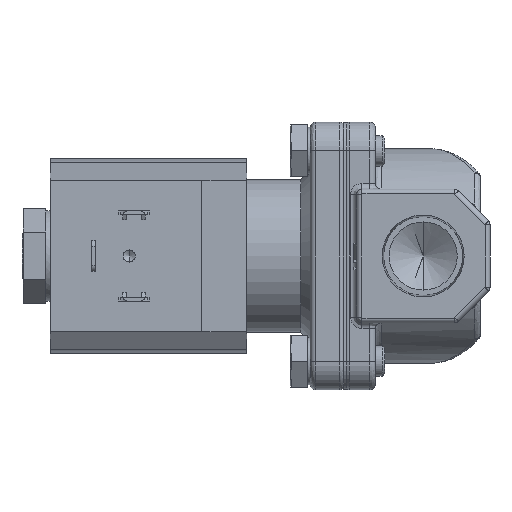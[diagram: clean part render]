
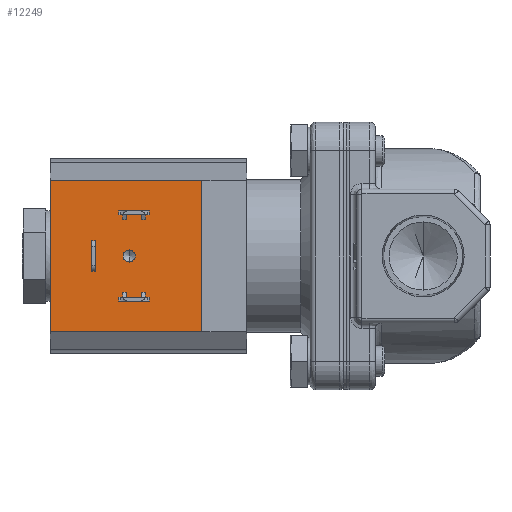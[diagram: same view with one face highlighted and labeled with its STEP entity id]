
A CAD part, left-side view. The second image highlights one B-rep face of the part: STEP entity #12249.
In plain terms, the highlighted planar face has unit normal (-1, 0, 0).
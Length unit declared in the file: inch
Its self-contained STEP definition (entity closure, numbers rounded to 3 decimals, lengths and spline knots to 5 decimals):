
#38 = CARTESIAN_POINT ( 'NONE',  ( -0.982, 2.043, -0.625 ) ) ;
#53 = DIRECTION ( 'NONE',  ( 0., 0., -1. ) ) ;
#246 = VERTEX_POINT ( 'NONE', #9108 ) ;
#351 = ORIENTED_EDGE ( 'NONE', *, *, #13911, .T. ) ;
#360 = FACE_BOUND ( 'NONE', #5390, .T. ) ;
#513 = CARTESIAN_POINT ( 'NONE',  ( -0.982, 1.85, -0.625 ) ) ;
#533 = DIRECTION ( 'NONE',  ( 1., 0., 0. ) ) ;
#701 = VERTEX_POINT ( 'NONE', #12382 ) ;
#749 = VERTEX_POINT ( 'NONE', #1241 ) ;
#772 = DIRECTION ( 'NONE',  ( 0., 1., 0. ) ) ;
#1064 = EDGE_CURVE ( 'NONE', #12501, #8036, #5264, .T. ) ;
#1135 = LINE ( 'NONE', #13018, #10176 ) ;
#1241 = CARTESIAN_POINT ( 'NONE',  ( -0.982, 1.166, 0.625 ) ) ;
#1466 = EDGE_CURVE ( 'NONE', #10495, #7841, #11032, .T. ) ;
#1569 = CARTESIAN_POINT ( 'NONE',  ( -0.982, 1.166, 0.339 ) ) ;
#1945 = VERTEX_POINT ( 'NONE', #13105 ) ;
#2173 = VERTEX_POINT ( 'NONE', #15602 ) ;
#2244 = CARTESIAN_POINT ( 'NONE',  ( -0.982, 1.7654, -0.04975 ) ) ;
#2387 = CARTESIAN_POINT ( 'NONE',  ( -0.982, 1.85, 0.371 ) ) ;
#2565 = ORIENTED_EDGE ( 'NONE', *, *, #3449, .T. ) ;
#2641 = CARTESIAN_POINT ( 'NONE',  ( -0.982, 1.6, -0.625 ) ) ;
#2983 = ORIENTED_EDGE ( 'NONE', *, *, #1064, .F. ) ;
#3135 = EDGE_CURVE ( 'NONE', #7841, #701, #3245, .T. ) ;
#3245 = LINE ( 'NONE', #4547, #16373 ) ;
#3278 = CARTESIAN_POINT ( 'NONE',  ( -0.982, 1.85, -0.625 ) ) ;
#3300 = EDGE_CURVE ( 'NONE', #10495, #4463, #15101, .T. ) ;
#3449 = EDGE_CURVE ( 'NONE', #5346, #4380, #14427, .T. ) ;
#3563 = DIRECTION ( 'NONE',  ( 0., 0., -1. ) ) ;
#3840 = CARTESIAN_POINT ( 'NONE',  ( -0.982, 2.043, -0.1265 ) ) ;
#4095 = FACE_BOUND ( 'NONE', #13450, .T. ) ;
#4380 = VERTEX_POINT ( 'NONE', #14871 ) ;
#4463 = VERTEX_POINT ( 'NONE', #5385 ) ;
#4547 = CARTESIAN_POINT ( 'NONE',  ( -0.982, 2.075, -0.1265 ) ) ;
#4732 = VECTOR ( 'NONE', #7438, 39.37008 ) ;
#4762 = VECTOR ( 'NONE', #3563, 39.37008 ) ;
#4904 = VECTOR ( 'NONE', #17038, 39.37008 ) ;
#4919 = ORIENTED_EDGE ( 'NONE', *, *, #1466, .T. ) ;
#4922 = EDGE_CURVE ( 'NONE', #246, #13706, #9824, .T. ) ;
#4995 = VECTOR ( 'NONE', #9717, 39.37008 ) ;
#5235 = ORIENTED_EDGE ( 'NONE', *, *, #14432, .T. ) ;
#5264 = LINE ( 'NONE', #7864, #11130 ) ;
#5346 = VERTEX_POINT ( 'NONE', #2244 ) ;
#5385 = CARTESIAN_POINT ( 'NONE',  ( -0.982, 2.075, 0.1265 ) ) ;
#5390 = EDGE_LOOP ( 'NONE', ( #8844, #9305, #7721, #9963 ) ) ;
#5511 = CARTESIAN_POINT ( 'NONE',  ( -0.982, 1.166, 0.371 ) ) ;
#5738 = FACE_BOUND ( 'NONE', #9023, .T. ) ;
#5820 = DIRECTION ( 'NONE',  ( 0., 0., 1. ) ) ;
#5897 = VERTEX_POINT ( 'NONE', #7861 ) ;
#6015 = VERTEX_POINT ( 'NONE', #8374 ) ;
#6253 = AXIS2_PLACEMENT_3D ( 'NONE', #6825, #13251, #14640 ) ;
#6334 = DIRECTION ( 'NONE',  ( 0., 0., 1. ) ) ;
#6461 = LINE ( 'NONE', #11666, #10535 ) ;
#6551 = ORIENTED_EDGE ( 'NONE', *, *, #3135, .T. ) ;
#6569 = VECTOR ( 'NONE', #9704, 39.37008 ) ;
#6620 = EDGE_CURVE ( 'NONE', #2173, #6829, #8485, .T. ) ;
#6672 = CARTESIAN_POINT ( 'NONE',  ( -0.982, 1.166, -0.625 ) ) ;
#6739 = CARTESIAN_POINT ( 'NONE',  ( -0.982, 1.6, -0.371 ) ) ;
#6825 = CARTESIAN_POINT ( 'NONE',  ( -0.982, 1.7654, 0. ) ) ;
#6829 = VERTEX_POINT ( 'NONE', #2387 ) ;
#6865 = EDGE_CURVE ( 'NONE', #8036, #5897, #6461, .T. ) ;
#6950 = DIRECTION ( 'NONE',  ( 0., 0., 1. ) ) ;
#6951 = AXIS2_PLACEMENT_3D ( 'NONE', #12409, #533, #5820 ) ;
#7237 = DIRECTION ( 'NONE',  ( 0., 1., 0. ) ) ;
#7348 = ORIENTED_EDGE ( 'NONE', *, *, #12596, .T. ) ;
#7365 = ORIENTED_EDGE ( 'NONE', *, *, #6865, .F. ) ;
#7438 = DIRECTION ( 'NONE',  ( 0., 0., 1. ) ) ;
#7614 = EDGE_CURVE ( 'NONE', #6829, #16971, #14790, .T. ) ;
#7668 = CARTESIAN_POINT ( 'NONE',  ( -0.982, 1.85, -0.371 ) ) ;
#7721 = ORIENTED_EDGE ( 'NONE', *, *, #17030, .T. ) ;
#7838 = LINE ( 'NONE', #10272, #4904 ) ;
#7841 = VERTEX_POINT ( 'NONE', #3840 ) ;
#7861 = CARTESIAN_POINT ( 'NONE',  ( -0.982, 2.416, 0.625 ) ) ;
#7864 = CARTESIAN_POINT ( 'NONE',  ( -0.982, 1.166, -0.625 ) ) ;
#8036 = VERTEX_POINT ( 'NONE', #13910 ) ;
#8121 = EDGE_CURVE ( 'NONE', #13706, #14002, #12685, .T. ) ;
#8169 = FACE_BOUND ( 'NONE', #13532, .T. ) ;
#8252 = DIRECTION ( 'NONE',  ( -1., 0., 0. ) ) ;
#8374 = CARTESIAN_POINT ( 'NONE',  ( -0.982, 1.85, -0.339 ) ) ;
#8422 = CARTESIAN_POINT ( 'NONE',  ( -0.982, 2.075, 0.1265 ) ) ;
#8427 = LINE ( 'NONE', #1569, #15396 ) ;
#8483 = CIRCLE ( 'NONE', #6253, 0.04975 ) ;
#8485 = LINE ( 'NONE', #3278, #4732 ) ;
#8844 = ORIENTED_EDGE ( 'NONE', *, *, #6620, .T. ) ;
#8896 = DIRECTION ( 'NONE',  ( 0., 0., 1. ) ) ;
#8939 = LINE ( 'NONE', #14239, #12656 ) ;
#9023 = EDGE_LOOP ( 'NONE', ( #5235, #2565 ) ) ;
#9108 = CARTESIAN_POINT ( 'NONE',  ( -0.982, 1.6, -0.339 ) ) ;
#9226 = VECTOR ( 'NONE', #53, 39.37008 ) ;
#9305 = ORIENTED_EDGE ( 'NONE', *, *, #7614, .T. ) ;
#9478 = ORIENTED_EDGE ( 'NONE', *, *, #16036, .T. ) ;
#9704 = DIRECTION ( 'NONE',  ( 0., 0., 1. ) ) ;
#9717 = DIRECTION ( 'NONE',  ( 0., 0., -1. ) ) ;
#9722 = VECTOR ( 'NONE', #772, 39.37008 ) ;
#9824 = LINE ( 'NONE', #13807, #4762 ) ;
#9963 = ORIENTED_EDGE ( 'NONE', *, *, #14731, .T. ) ;
#10176 = VECTOR ( 'NONE', #16926, 39.37008 ) ;
#10272 = CARTESIAN_POINT ( 'NONE',  ( -0.982, 1.166, 0.625 ) ) ;
#10495 = VERTEX_POINT ( 'NONE', #10821 ) ;
#10535 = VECTOR ( 'NONE', #11578, 39.37008 ) ;
#10565 = ORIENTED_EDGE ( 'NONE', *, *, #16494, .T. ) ;
#10625 = LINE ( 'NONE', #2641, #9226 ) ;
#10636 = DIRECTION ( 'NONE',  ( 0., 1., 0. ) ) ;
#10821 = CARTESIAN_POINT ( 'NONE',  ( -0.982, 2.043, 0.1265 ) ) ;
#11032 = LINE ( 'NONE', #38, #4995 ) ;
#11130 = VECTOR ( 'NONE', #10636, 39.37008 ) ;
#11294 = VECTOR ( 'NONE', #8896, 39.37008 ) ;
#11337 = CARTESIAN_POINT ( 'NONE',  ( -0.982, 1.6, 0.371 ) ) ;
#11389 = CARTESIAN_POINT ( 'NONE',  ( -0.982, 1.166, -0.371 ) ) ;
#11578 = DIRECTION ( 'NONE',  ( 0., 0., 1. ) ) ;
#11666 = CARTESIAN_POINT ( 'NONE',  ( -0.982, 2.416, 0. ) ) ;
#11683 = CARTESIAN_POINT ( 'NONE',  ( -0.982, 2.075, -0.625 ) ) ;
#12032 = VECTOR ( 'NONE', #15043, 39.37008 ) ;
#12249 = ADVANCED_FACE ( 'NONE', ( #8169, #4095, #14844, #360, #5738 ), #14928, .T. ) ;
#12382 = CARTESIAN_POINT ( 'NONE',  ( -0.982, 2.075, -0.1265 ) ) ;
#12409 = CARTESIAN_POINT ( 'NONE',  ( -0.982, 1.7654, 0. ) ) ;
#12501 = VERTEX_POINT ( 'NONE', #6672 ) ;
#12596 = EDGE_CURVE ( 'NONE', #14002, #6015, #16294, .T. ) ;
#12656 = VECTOR ( 'NONE', #6334, 39.37008 ) ;
#12676 = EDGE_LOOP ( 'NONE', ( #9478, #351, #7365, #2983 ) ) ;
#12685 = LINE ( 'NONE', #11389, #12032 ) ;
#12889 = LINE ( 'NONE', #11683, #11294 ) ;
#13018 = CARTESIAN_POINT ( 'NONE',  ( -0.982, 1.166, -0.339 ) ) ;
#13105 = CARTESIAN_POINT ( 'NONE',  ( -0.982, 1.6, 0.339 ) ) ;
#13226 = DIRECTION ( 'NONE',  ( 0., -1., 0. ) ) ;
#13251 = DIRECTION ( 'NONE',  ( 1., 0., 0. ) ) ;
#13329 = ORIENTED_EDGE ( 'NONE', *, *, #4922, .T. ) ;
#13450 = EDGE_LOOP ( 'NONE', ( #10565, #17110, #4919, #6551 ) ) ;
#13460 = CARTESIAN_POINT ( 'NONE',  ( -0.982, 1.166, -0.625 ) ) ;
#13532 = EDGE_LOOP ( 'NONE', ( #7348, #15360, #13329, #16254 ) ) ;
#13706 = VERTEX_POINT ( 'NONE', #6739 ) ;
#13715 = DIRECTION ( 'NONE',  ( 0., 1., 0. ) ) ;
#13807 = CARTESIAN_POINT ( 'NONE',  ( -0.982, 1.6, -0.625 ) ) ;
#13910 = CARTESIAN_POINT ( 'NONE',  ( -0.982, 2.416, -0.625 ) ) ;
#13911 = EDGE_CURVE ( 'NONE', #749, #5897, #7838, .T. ) ;
#13956 = VECTOR ( 'NONE', #13226, 39.37008 ) ;
#14002 = VERTEX_POINT ( 'NONE', #7668 ) ;
#14239 = CARTESIAN_POINT ( 'NONE',  ( -0.982, 1.166, -0.625 ) ) ;
#14317 = AXIS2_PLACEMENT_3D ( 'NONE', #13460, #8252, #6950 ) ;
#14427 = CIRCLE ( 'NONE', #6951, 0.04975 ) ;
#14432 = EDGE_CURVE ( 'NONE', #4380, #5346, #8483, .T. ) ;
#14640 = DIRECTION ( 'NONE',  ( 0., 0., 1. ) ) ;
#14731 = EDGE_CURVE ( 'NONE', #1945, #2173, #8427, .T. ) ;
#14790 = LINE ( 'NONE', #5511, #13956 ) ;
#14844 = FACE_OUTER_BOUND ( 'NONE', #12676, .T. ) ;
#14871 = CARTESIAN_POINT ( 'NONE',  ( -0.982, 1.7654, 0.04975 ) ) ;
#14928 = PLANE ( 'NONE',  #14317 ) ;
#15043 = DIRECTION ( 'NONE',  ( 0., 1., 0. ) ) ;
#15101 = LINE ( 'NONE', #8422, #9722 ) ;
#15360 = ORIENTED_EDGE ( 'NONE', *, *, #15922, .T. ) ;
#15396 = VECTOR ( 'NONE', #13715, 39.37008 ) ;
#15602 = CARTESIAN_POINT ( 'NONE',  ( -0.982, 1.85, 0.339 ) ) ;
#15922 = EDGE_CURVE ( 'NONE', #6015, #246, #1135, .T. ) ;
#16036 = EDGE_CURVE ( 'NONE', #12501, #749, #8939, .T. ) ;
#16254 = ORIENTED_EDGE ( 'NONE', *, *, #8121, .T. ) ;
#16294 = LINE ( 'NONE', #513, #6569 ) ;
#16373 = VECTOR ( 'NONE', #7237, 39.37008 ) ;
#16494 = EDGE_CURVE ( 'NONE', #701, #4463, #12889, .T. ) ;
#16926 = DIRECTION ( 'NONE',  ( 0., -1., 0. ) ) ;
#16971 = VERTEX_POINT ( 'NONE', #11337 ) ;
#17030 = EDGE_CURVE ( 'NONE', #16971, #1945, #10625, .T. ) ;
#17038 = DIRECTION ( 'NONE',  ( 0., 1., 0. ) ) ;
#17110 = ORIENTED_EDGE ( 'NONE', *, *, #3300, .F. ) ;
